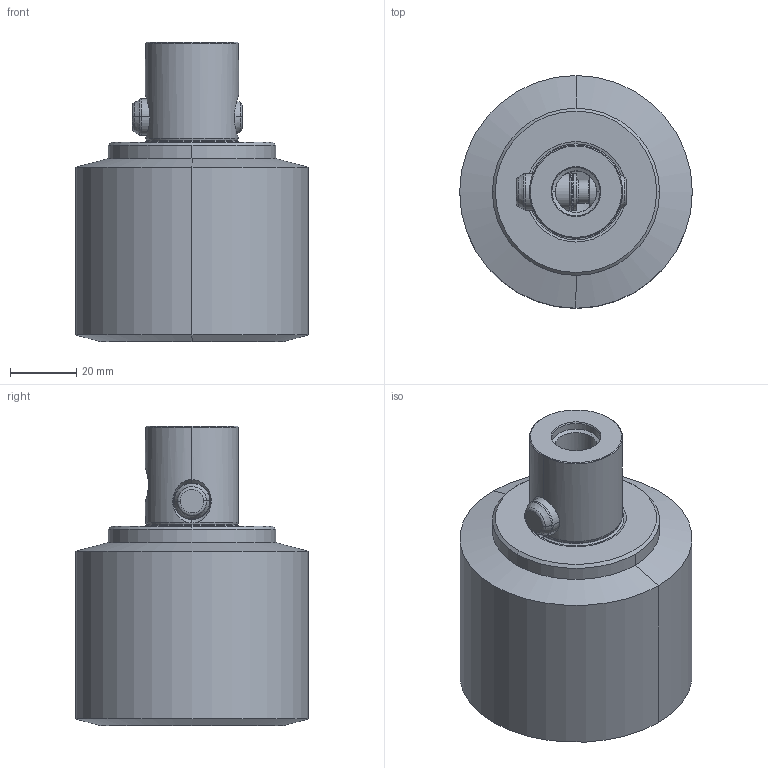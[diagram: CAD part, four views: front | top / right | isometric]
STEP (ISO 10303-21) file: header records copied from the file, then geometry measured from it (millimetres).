
FILE_DESCRIPTION(('no description'),'unknown implementation level');
FILE_NAME('5FE0E643-D28B-44AF-941D-C7D9C257D829_export.stp',' ',('CIMSOURCE GmbH'),('CADClick - KiM GmbH - www.kimweb.de'),'unknown preprocess','ACIS','unknown authorization');
FILE_SCHEMA(('automotive_design'));
Length unit declared in the file: millimetre
Products named in the file (3): 335.552 Kaiser CKS5 X D70 X 60|335.552 Kaiser CKS5 X D70 X 60_Standard;NONE; 335.552 Kaiser CKS5 X D70 X 60|691.505 Kaiser ETL �11 X 33K_Standard|691.525 Mitnehmerbolzen_Standard;NONE; 335.552 Kaiser CKS5 X D70 X 60|691.505 Kaiser ETL �11 X 33K_Standard|693.304 Sprengring_Standard;NONE
Bounding box: 70 x 70 x 90 mm (x, y, z)
Volume: 232803.7 mm3; surface area: 25217.7 mm2
Topology: 3 solids, 3 shells, 103 faces, 226 edges, 129 vertices
Faces by surface type: cone 32, cylinder 31, torus 24, plane 16
Entity records: 5987 total; most frequent: CARTESIAN_POINT 1024, DIRECTION 540, STYLED_ITEM 459, PRESENTATION_STYLE_ASSIGNMENT 459, COLOUR_RGB 459, ORIENTED_EDGE 448, AXIS2_PLACEMENT_3D 236, EDGE_CURVE 224
